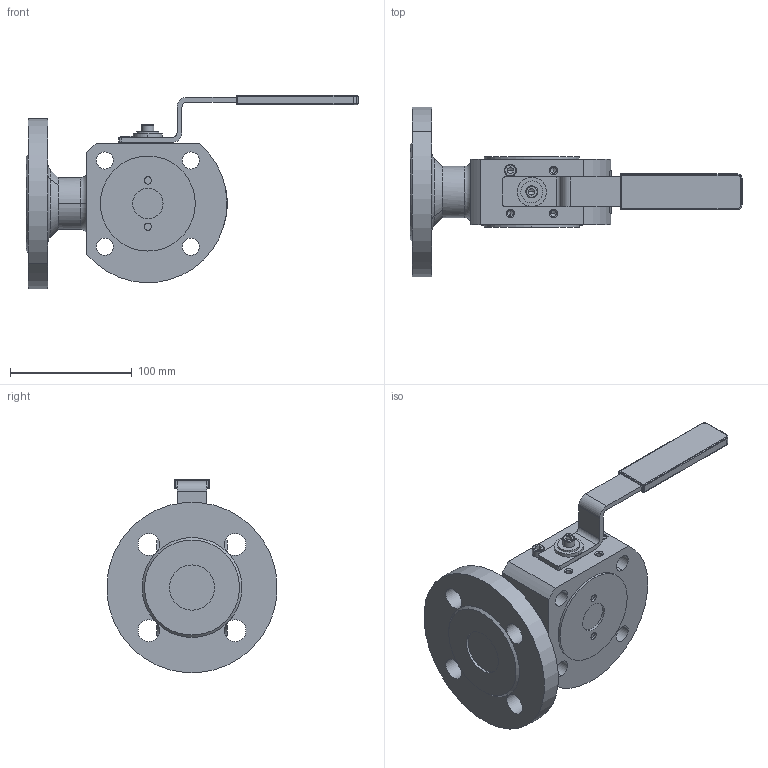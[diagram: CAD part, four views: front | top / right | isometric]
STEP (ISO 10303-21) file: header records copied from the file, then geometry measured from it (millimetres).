
FILE_DESCRIPTION(('HOOPS Exchange Step'),'2;1');
FILE_NAME('FK07_DN32.stp','2025-08-13T10:56:08+02:00',('nieru'),('Unknown organisation'),'HOOPS Exchange 2024.2','HOOPS Exchange','Unknown authorisation');
FILE_SCHEMA( ('AP203_CONFIGURATION_CONTROLLED_3D_DESIGN_OF_MECHANICAL_PARTS_AND_ASSEMBLIES_MIM_LF') );
Length unit declared in the file: millimetre
Products named in the file (2): 0; root
Assembly tree (1 placements, depth 2):
  root
    0
Bounding box: 272.5 x 139.47 x 158.43 mm (x, y, z)
Volume: 931624.6 mm3; surface area: 109621.9 mm2
Topology: 1 solids, 1 shells, 466 faces, 1365 edges, 931 vertices
Faces by surface type: bspline 205, plane 122, cylinder 103, cone 20, torus 12, sphere 4
Entity records: 18568 total; most frequent: CARTESIAN_POINT 7408, ORIENTED_EDGE 2702, DIRECTION 1520, EDGE_CURVE 1351, VERTEX_POINT 931, VECTOR 576, LINE 576, B_SPLINE_CURVE_WITH_KNOTS 551
